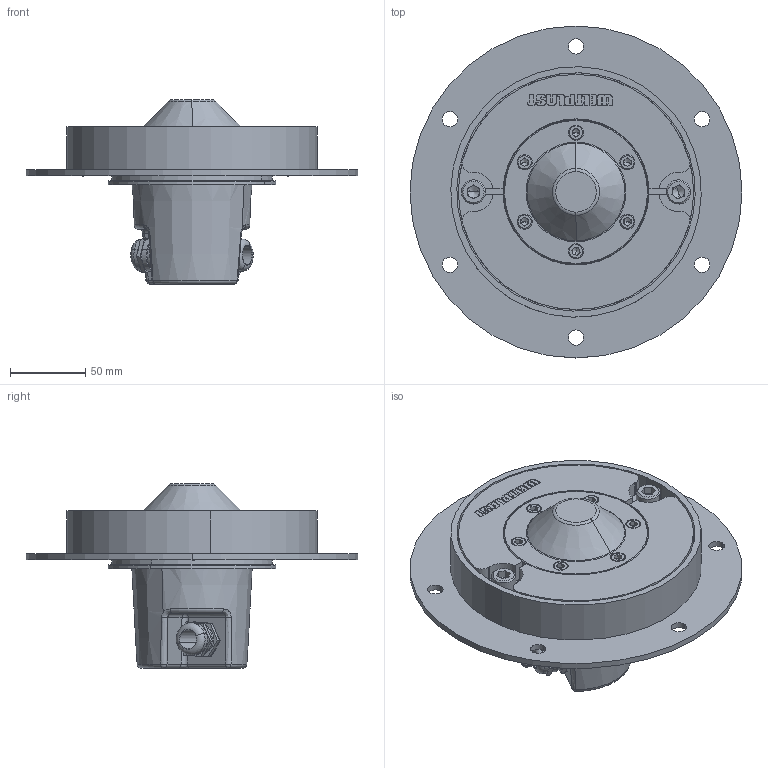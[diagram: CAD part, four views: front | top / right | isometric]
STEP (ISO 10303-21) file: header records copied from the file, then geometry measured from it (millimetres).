
FILE_DESCRIPTION (( 'STEP AP214' ), '1' );
FILE_NAME ('Ñáîðêà Óãëóáëåííûé îãîíü íà ïàëóáó.STEP', '2018-12-02T11:27:51', ( '' ), ( '' ), 'SwSTEP 2.0', 'SolidWorks 2018', '' );
FILE_SCHEMA (( 'AUTOMOTIVE_DESIGN' ));
Length unit declared in the file: millimetre
Products named in the file (12): Ñáîðêà Óãëóáëåííûé îãîíü íà ïàëóáó; ãàéêà ïîä ïðîâîäà çàæèìíàÿ; 咍耬趌W.(D-8,15); 砑僗趌鷿嚦魬譇臇鴀; socket head cap screw_am_B18.3.1M - 10 x 1.5 x 16 Hex SHCS -- 16NHX; socket head cap screw_am_B18.3.1M - 6 x 1.0 x 16 Hex SHCS -- 16NHX; 扻豵鵨; 栖闉罻-3; ﾋ竟鈞 009; Êðûøêà-3; Êîëüöî ìàë.1; ﾘ琺矜4
Assembly tree (18 placements, depth 3):
  Ñáîðêà Óãëóáëåííûé îãîíü íà ïàëóáó
    ﾘ琺矜4
    Êîëüöî ìàë.1
    栖闉罻-3
      Êðûøêà-3
      ﾋ竟鈞 009
    扻豵鵨
    socket head cap screw_am_B18.3.1M - 6 x 1.0 x 16 Hex SHCS -- 16NHX  x6
    socket head cap screw_am_B18.3.1M - 10 x 1.5 x 16 Hex SHCS -- 16NHX  x2
    砑僗趌鷿嚦魬譇臇鴀
    咍耬趌W.(D-8,15)
    ãàéêà ïîä ïðîâîäà çàæèìíàÿ  x2
Bounding box: 220 x 220 x 122.35 mm (x, y, z)
Volume: 798048.7 mm3; surface area: 257230.6 mm2
Topology: 17 solids, 17 shells, 1428 faces, 3559 edges, 2150 vertices
Faces by surface type: cylinder 480, plane 406, bspline 164, cone 151, torus 147, sphere 80
Entity records: 57525 total; most frequent: CARTESIAN_POINT 30002, ORIENTED_EDGE 6070, DIRECTION 5321, EDGE_CURVE 3035, AXIS2_PLACEMENT_3D 2099, VERTEX_POINT 1890, EDGE_LOOP 1351, ADVANCED_FACE 1225
